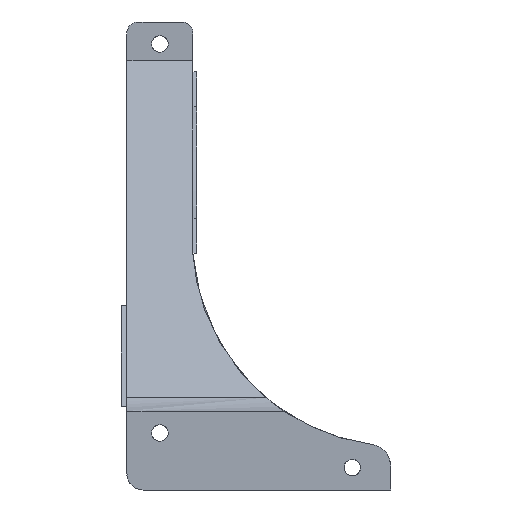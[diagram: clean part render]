
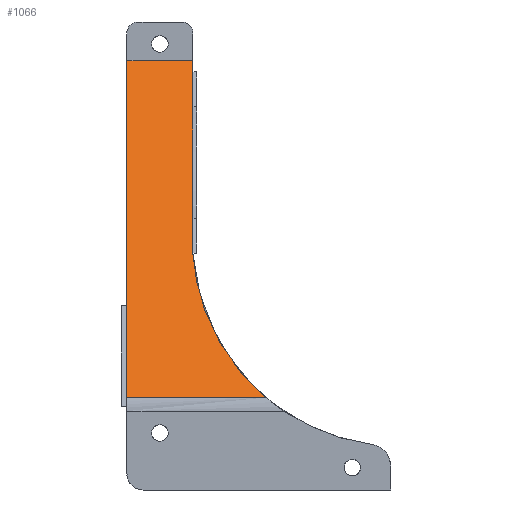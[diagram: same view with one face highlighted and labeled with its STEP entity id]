
A CAD part, left-side view. The second image highlights one B-rep face of the part: STEP entity #1066.
In plain terms, the highlighted free-form (B-spline) face has degree [1, 1] with [2, 2] control points.
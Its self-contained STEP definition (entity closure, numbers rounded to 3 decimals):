
#911 = VERTEX_POINT('',#912);
#912 = CARTESIAN_POINT('',(-271.504,-96.921,
    -135.516));
#923 = EDGE_CURVE('',#911,#924,#926,.T.);
#924 = VERTEX_POINT('',#925);
#925 = CARTESIAN_POINT('',(-166.362,-28.302,
    0.));
#926 = ( BOUNDED_CURVE() B_SPLINE_CURVE(2,(#927,#928,#929),
.UNSPECIFIED.,.F.,.F.) B_SPLINE_CURVE_WITH_KNOTS((3,3),(0.7,
1.504),.PIECEWISE_BEZIER_KNOTS.) CURVE() 
GEOMETRIC_REPRESENTATION_ITEM() RATIONAL_B_SPLINE_CURVE((1.,
0.92,1.)) REPRESENTATION_ITEM('') );
#927 = CARTESIAN_POINT('',(-271.504,-96.921,
    -135.516));
#928 = CARTESIAN_POINT('',(-230.248,-33.81,
    -82.342));
#929 = CARTESIAN_POINT('',(-166.362,-28.302,
    0.));
#1025 = VERTEX_POINT('',#1026);
#1026 = CARTESIAN_POINT('',(-26.321,-28.302,
    180.497));
#1031 = EDGE_CURVE('',#924,#1025,#1032,.T.);
#1032 = B_SPLINE_CURVE_WITH_KNOTS('',1,(#1033,#1034),.UNSPECIFIED.,.F.,
  .F.,(2,2),(-408.176,-126.806),.PIECEWISE_BEZIER_KNOTS.);
#1033 = CARTESIAN_POINT('',(-166.362,-28.302,
    0.));
#1034 = CARTESIAN_POINT('',(-26.321,-28.302,
    180.497));
#1046 = EDGE_CURVE('',#1047,#911,#1049,.T.);
#1047 = VERTEX_POINT('',#1048);
#1048 = CARTESIAN_POINT('',(-271.504,33.567,
    -135.516));
#1049 = B_SPLINE_CURVE_WITH_KNOTS('',1,(#1050,#1051),.UNSPECIFIED.,.F.,
  .F.,(2,2),(-38.1,122.613),.PIECEWISE_BEZIER_KNOTS.);
#1050 = CARTESIAN_POINT('',(-271.504,33.567,
    -135.516));
#1051 = CARTESIAN_POINT('',(-271.504,-96.921,
    -135.516));
#1066 = ADVANCED_FACE('',(#1067),#1084,.T.);
#1067 = FACE_BOUND('',#1068,.T.);
#1068 = EDGE_LOOP('',(#1069,#1070,#1071,#1078,#1083));
#1069 = ORIENTED_EDGE('',*,*,#923,.T.);
#1070 = ORIENTED_EDGE('',*,*,#1031,.T.);
#1071 = ORIENTED_EDGE('',*,*,#1072,.F.);
#1072 = EDGE_CURVE('',#1073,#1025,#1075,.T.);
#1073 = VERTEX_POINT('',#1074);
#1074 = CARTESIAN_POINT('',(-26.321,33.567,
    180.497));
#1075 = B_SPLINE_CURVE_WITH_KNOTS('',1,(#1076,#1077),.UNSPECIFIED.,.F.,
  .F.,(2,2),(-38.1,38.1),.PIECEWISE_BEZIER_KNOTS.);
#1076 = CARTESIAN_POINT('',(-26.321,33.567,
    180.497));
#1077 = CARTESIAN_POINT('',(-26.321,-28.302,
    180.497));
#1078 = ORIENTED_EDGE('',*,*,#1079,.F.);
#1079 = EDGE_CURVE('',#1047,#1073,#1080,.T.);
#1080 = B_SPLINE_CURVE_WITH_KNOTS('',1,(#1081,#1082),.UNSPECIFIED.,.F.,
  .F.,(2,2),(0.,492.621),.PIECEWISE_BEZIER_KNOTS.);
#1081 = CARTESIAN_POINT('',(-271.504,33.567,
    -135.516));
#1082 = CARTESIAN_POINT('',(-26.321,33.567,
    180.497));
#1083 = ORIENTED_EDGE('',*,*,#1046,.T.);
#1084 = B_SPLINE_SURFACE_WITH_KNOTS('',1,1,(
    (#1085,#1086)
    ,(#1087,#1088
    )),.UNSPECIFIED.,.F.,.F.,.F.,(2,2),(2,2),(0.,492.621),(-38.1
    ,122.613),.PIECEWISE_BEZIER_KNOTS.);
#1085 = CARTESIAN_POINT('',(-26.321,33.567,
    180.497));
#1086 = CARTESIAN_POINT('',(-26.321,-96.921,
    180.497));
#1087 = CARTESIAN_POINT('',(-271.504,33.567,
    -135.516));
#1088 = CARTESIAN_POINT('',(-271.504,-96.921,
    -135.516));
